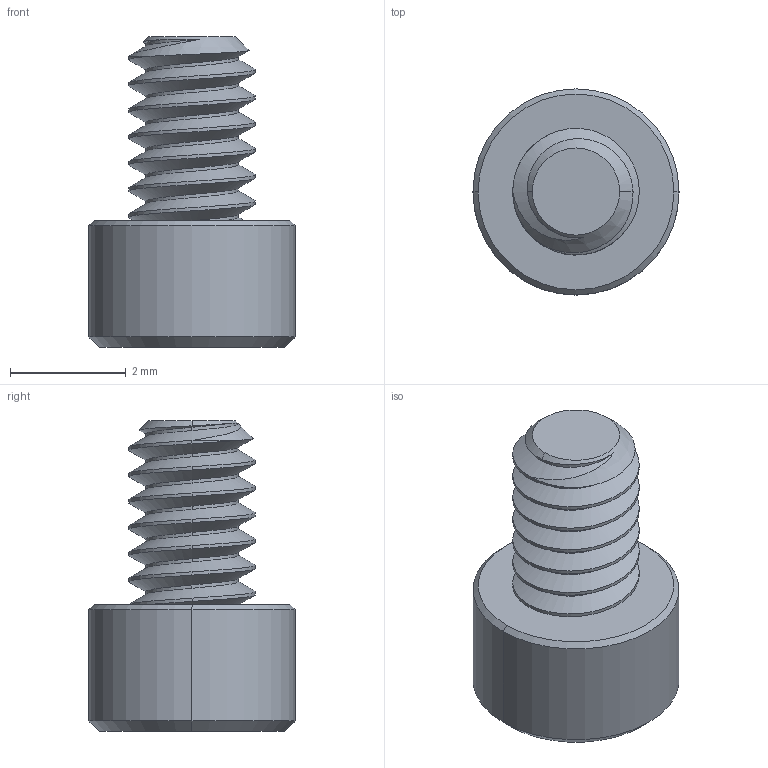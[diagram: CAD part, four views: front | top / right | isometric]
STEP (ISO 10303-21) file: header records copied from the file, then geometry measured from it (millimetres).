
FILE_DESCRIPTION (( 'STEP AP203' ), '1' );
FILE_NAME ('92196A074.step', '2014-02-14T19:15:45', ( '' ), ( '' ), 'SwSTEP 2.0', 'SolidWorks 2010', '' );
FILE_SCHEMA (( 'CONFIG_CONTROL_DESIGN' ));
Length unit declared in the file: inch
Products named in the file (1): 92196A074
Bounding box: 3.56 x 3.56 x 5.36 mm (x, y, z)
Volume: 25.2 mm3; surface area: 83.7 mm2
Topology: 1 solids, 1 shells, 56 faces, 139 edges, 87 vertices
Faces by surface type: cylinder 31, cone 13, plane 10, bspline 2
Entity records: 2469 total; most frequent: CARTESIAN_POINT 1250, ORIENTED_EDGE 278, DIRECTION 200, EDGE_CURVE 139, VERTEX_POINT 87, AXIS2_PLACEMENT_3D 76, EDGE_LOOP 58, ADVANCED_FACE 56
